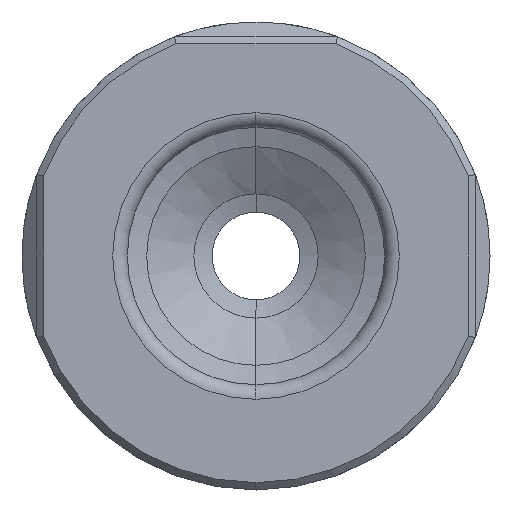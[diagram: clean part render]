
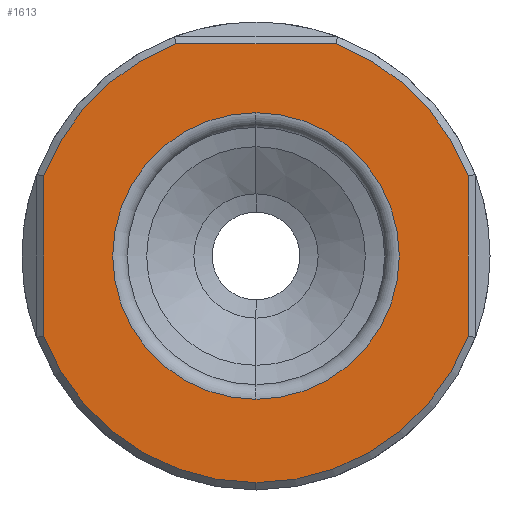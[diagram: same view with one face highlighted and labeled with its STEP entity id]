
A CAD part, left-side view. The second image highlights one B-rep face of the part: STEP entity #1613.
In plain terms, the highlighted planar face has unit normal (-1, 0, 0).
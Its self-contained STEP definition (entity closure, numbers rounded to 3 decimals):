
#141 = ORIENTED_EDGE ( 'NONE', *, *, #8095, .T. ) ;
#219 = DIRECTION ( 'NONE',  ( 0., 0., -1. ) ) ;
#428 = DIRECTION ( 'NONE',  ( 0., 0., 1. ) ) ;
#594 = DIRECTION ( 'NONE',  ( 0., 0., 1. ) ) ;
#670 = CIRCLE ( 'NONE', #7901, 15.5 ) ;
#701 = EDGE_CURVE ( 'NONE', #1900, #8742, #7092, .T. ) ;
#933 = CARTESIAN_POINT ( 'NONE',  ( 0., 0., 0. ) ) ;
#977 = DIRECTION ( 'NONE',  ( -1., 0., 0. ) ) ;
#1048 = FACE_BOUND ( 'NONE', #9827, .T. ) ;
#1230 = CARTESIAN_POINT ( 'NONE',  ( 0., 0., 0. ) ) ;
#1266 = CIRCLE ( 'NONE', #9046, 15.5 ) ;
#1389 = ORIENTED_EDGE ( 'NONE', *, *, #701, .T. ) ;
#1541 = DIRECTION ( 'NONE',  ( 0., 0., -1. ) ) ;
#1549 = DIRECTION ( 'NONE',  ( 0., 0., 1. ) ) ;
#1613 = ADVANCED_FACE ( 'NONE', ( #3671, #1048 ), #4522, .T. ) ;
#1779 = ORIENTED_EDGE ( 'NONE', *, *, #4224, .T. ) ;
#1780 = CIRCLE ( 'NONE', #1968, 9.8 ) ;
#1787 = DIRECTION ( 'NONE',  ( 0., 0., 1. ) ) ;
#1900 = VERTEX_POINT ( 'NONE', #9509 ) ;
#1930 = VECTOR ( 'NONE', #6055, 1000. ) ;
#1968 = AXIS2_PLACEMENT_3D ( 'NONE', #8606, #4810, #219 ) ;
#2248 = CARTESIAN_POINT ( 'NONE',  ( 0., 5.477, 14.5 ) ) ;
#2325 = ORIENTED_EDGE ( 'NONE', *, *, #9137, .T. ) ;
#2472 = CARTESIAN_POINT ( 'NONE',  ( 0., 0., 0. ) ) ;
#2492 = DIRECTION ( 'NONE',  ( -1., 0., 0. ) ) ;
#2680 = VERTEX_POINT ( 'NONE', #9348 ) ;
#2686 = CIRCLE ( 'NONE', #8663, 15.5 ) ;
#2728 = CARTESIAN_POINT ( 'NONE',  ( 0., 14.5, -5.568 ) ) ;
#3052 = AXIS2_PLACEMENT_3D ( 'NONE', #5348, #8404, #1541 ) ;
#3281 = VERTEX_POINT ( 'NONE', #5289 ) ;
#3597 = CARTESIAN_POINT ( 'NONE',  ( 0., -14.5, 5.568 ) ) ;
#3671 = FACE_OUTER_BOUND ( 'NONE', #9758, .T. ) ;
#3740 = DIRECTION ( 'NONE',  ( -1., 0., 0. ) ) ;
#3785 = EDGE_CURVE ( 'NONE', #3281, #9823, #5997, .T. ) ;
#4036 = ORIENTED_EDGE ( 'NONE', *, *, #4568, .T. ) ;
#4224 = EDGE_CURVE ( 'NONE', #6093, #2680, #9810, .T. ) ;
#4354 = DIRECTION ( 'NONE',  ( 0., 0., -1. ) ) ;
#4446 = EDGE_CURVE ( 'NONE', #2680, #6093, #1780, .T. ) ;
#4463 = AXIS2_PLACEMENT_3D ( 'NONE', #8989, #4646, #1549 ) ;
#4487 = CARTESIAN_POINT ( 'NONE',  ( 0., 0., -15.5 ) ) ;
#4522 = PLANE ( 'NONE',  #4463 ) ;
#4568 = EDGE_CURVE ( 'NONE', #7201, #9628, #4783, .T. ) ;
#4608 = VERTEX_POINT ( 'NONE', #6187 ) ;
#4646 = DIRECTION ( 'NONE',  ( -1., 0., 0. ) ) ;
#4783 = CIRCLE ( 'NONE', #5417, 15.5 ) ;
#4810 = DIRECTION ( 'NONE',  ( 1., 0., 0. ) ) ;
#4952 = ORIENTED_EDGE ( 'NONE', *, *, #4446, .T. ) ;
#5036 = ORIENTED_EDGE ( 'NONE', *, *, #8058, .T. ) ;
#5285 = CARTESIAN_POINT ( 'NONE',  ( 0., 14.5, -5.477 ) ) ;
#5289 = CARTESIAN_POINT ( 'NONE',  ( 0., -5.477, 14.5 ) ) ;
#5348 = CARTESIAN_POINT ( 'NONE',  ( 0., 0., 0. ) ) ;
#5417 = AXIS2_PLACEMENT_3D ( 'NONE', #2472, #977, #7804 ) ;
#5887 = CARTESIAN_POINT ( 'NONE',  ( 0., 0., -9.8 ) ) ;
#5997 = LINE ( 'NONE', #6774, #1930 ) ;
#6055 = DIRECTION ( 'NONE',  ( 0., 1., 0. ) ) ;
#6093 = VERTEX_POINT ( 'NONE', #5887 ) ;
#6187 = CARTESIAN_POINT ( 'NONE',  ( 0., 14.5, 5.477 ) ) ;
#6774 = CARTESIAN_POINT ( 'NONE',  ( 0., 5.568, 14.5 ) ) ;
#6779 = VECTOR ( 'NONE', #4354, 1000. ) ;
#7092 = LINE ( 'NONE', #3597, #8636 ) ;
#7201 = VERTEX_POINT ( 'NONE', #5285 ) ;
#7368 = LINE ( 'NONE', #2728, #6779 ) ;
#7417 = DIRECTION ( 'NONE',  ( -1., 0., 0. ) ) ;
#7563 = ORIENTED_EDGE ( 'NONE', *, *, #9364, .T. ) ;
#7661 = ORIENTED_EDGE ( 'NONE', *, *, #3785, .T. ) ;
#7804 = DIRECTION ( 'NONE',  ( 0., 0., 1. ) ) ;
#7901 = AXIS2_PLACEMENT_3D ( 'NONE', #1230, #7417, #428 ) ;
#8058 = EDGE_CURVE ( 'NONE', #9628, #1900, #670, .T. ) ;
#8095 = EDGE_CURVE ( 'NONE', #4608, #7201, #7368, .T. ) ;
#8139 = DIRECTION ( 'NONE',  ( 0., 0., 1. ) ) ;
#8404 = DIRECTION ( 'NONE',  ( 1., 0., 0. ) ) ;
#8606 = CARTESIAN_POINT ( 'NONE',  ( 0., 0., 0. ) ) ;
#8636 = VECTOR ( 'NONE', #594, 1000. ) ;
#8663 = AXIS2_PLACEMENT_3D ( 'NONE', #933, #2492, #1787 ) ;
#8742 = VERTEX_POINT ( 'NONE', #9860 ) ;
#8989 = CARTESIAN_POINT ( 'NONE',  ( 0., 9.8, 0. ) ) ;
#9046 = AXIS2_PLACEMENT_3D ( 'NONE', #9127, #3740, #8139 ) ;
#9127 = CARTESIAN_POINT ( 'NONE',  ( 0., 0., 0. ) ) ;
#9137 = EDGE_CURVE ( 'NONE', #9823, #4608, #1266, .T. ) ;
#9348 = CARTESIAN_POINT ( 'NONE',  ( 0., 0., 9.8 ) ) ;
#9364 = EDGE_CURVE ( 'NONE', #8742, #3281, #2686, .T. ) ;
#9509 = CARTESIAN_POINT ( 'NONE',  ( 0., -14.5, -5.477 ) ) ;
#9628 = VERTEX_POINT ( 'NONE', #4487 ) ;
#9758 = EDGE_LOOP ( 'NONE', ( #1389, #7563, #7661, #2325, #141, #4036, #5036 ) ) ;
#9810 = CIRCLE ( 'NONE', #3052, 9.8 ) ;
#9823 = VERTEX_POINT ( 'NONE', #2248 ) ;
#9827 = EDGE_LOOP ( 'NONE', ( #1779, #4952 ) ) ;
#9860 = CARTESIAN_POINT ( 'NONE',  ( 0., -14.5, 5.477 ) ) ;
